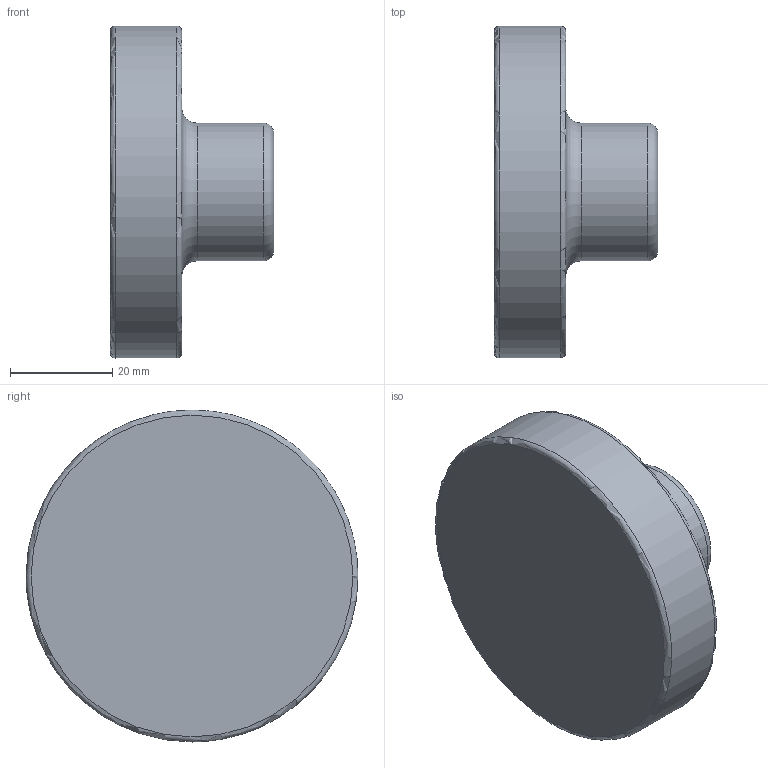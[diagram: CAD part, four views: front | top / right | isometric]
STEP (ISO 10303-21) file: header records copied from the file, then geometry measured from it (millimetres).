
FILE_DESCRIPTION(/* description */ (''),/* implementation_level */ '2;1');
FILE_NAME(/* name */ 'SAHN65C.dxf',/* time_stamp */ '2012-11-23T16:51:51+08:00',/* author */ (''),/* organization */ (''),/* preprocessor_version */ 'ST-DEVELOPER v9',/* originating_system */ 'UGS - NX 4.0',/* authorisation */ '');
FILE_SCHEMA (('CONFIG_CONTROL_DESIGN'));
Length unit declared in the file: millimetre
Products named in the file (1): Admi91ACxn9p
Bounding box: 32 x 64.99 x 65 mm (x, y, z)
Volume: 56567.3 mm3; surface area: 10819.5 mm2
Topology: 1 solids, 1 shells, 12 faces, 23 edges, 14 vertices
Faces by surface type: torus 4, cylinder 3, plane 3, cone 2
Full cylindrical faces by diameter (mm): 5 x1, 27 x1, 65.001 x1
Entity records: 384 total; most frequent: CARTESIAN_POINT 102, DIRECTION 44, EDGE_LOOP 22, ORIENTED_EDGE 22, AXIS2_PLACEMENT_3D 22, FACE_BOUND 18, ADVANCED_FACE 12, VERTEX_POINT 12
